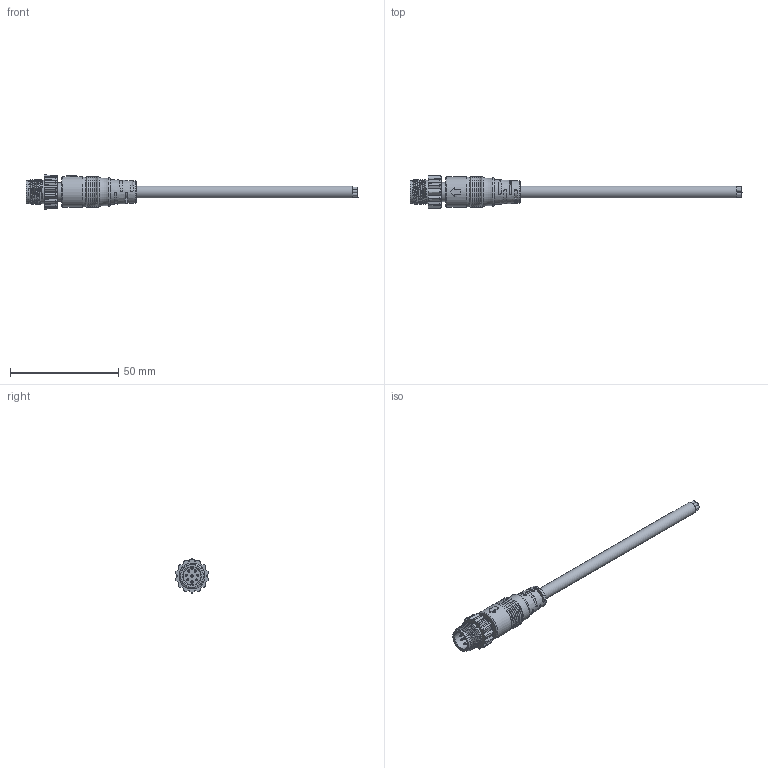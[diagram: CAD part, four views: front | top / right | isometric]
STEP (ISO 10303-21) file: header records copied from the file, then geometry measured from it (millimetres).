
FILE_DESCRIPTION(/* description */ ('Unknown'),/* implementation_level */ '2;1');
FILE_NAME(/* name */ '643611120308',/* time_stamp */ '2022-09-15T13:34:20+02:00',/* author */ ('Unknown'),/* organization */ ('Unknown'),/* preprocessor_version */ 'ST-DEVELOPER v16.7',/* originating_system */ 'Solid Edge',/* authorisation */ 'Unknown');
FILE_SCHEMA (('AUTOMOTIVE_DESIGN {1 0 10303 214 3 1 1}'));
Length unit declared in the file: millimetre
Products named in the file (7): 6436111203xx; 64361x1203xx_Body; 64361x1203xx_Seal; 6436111203xx_Screw Nut; 64361x120308_Housing; 643611120308_Pin; 6436xx120308_Cable_M
Assembly tree (13 placements, depth 2):
  6436111203xx
    64361x1203xx_Body
    64361x1203xx_Seal
    6436111203xx_Screw Nut
    64361x120308_Housing
    643611120308_Pin  x8
    6436xx120308_Cable_M
Bounding box: 153.5 x 15.43 x 15.8 mm (x, y, z)
Volume: 7841.6 mm3; surface area: 10460.7 mm2
Topology: 13 solids, 13 shells, 703 faces, 1738 edges, 1132 vertices
Faces by surface type: cylinder 295, plane 208, cone 96, torus 50, bspline 46, sphere 8
Full cylindrical faces by diameter (mm): 0.61 x8, 0.8 x8, 0.9 x8, 1 x16, 1.2 x8, 1.4 x48, 1.42 x16, 1.46 x8, 1.53 x32, 5.5 x3, 8.05 x6, 8.5 x2, 8.8 x9, 9.5 x1, 9.6 x1, 10.6 x1, 10.76 x6, 10.8 x2, 13.5 x7, 14.2 x1
Entity records: 17015 total; most frequent: CARTESIAN_POINT 7169, ORIENTED_EDGE 1872, DIRECTION 1757, EDGE_CURVE 936, AXIS2_PLACEMENT_3D 734, VERTEX_POINT 687, FACE_BOUND 621, EDGE_LOOP 620
